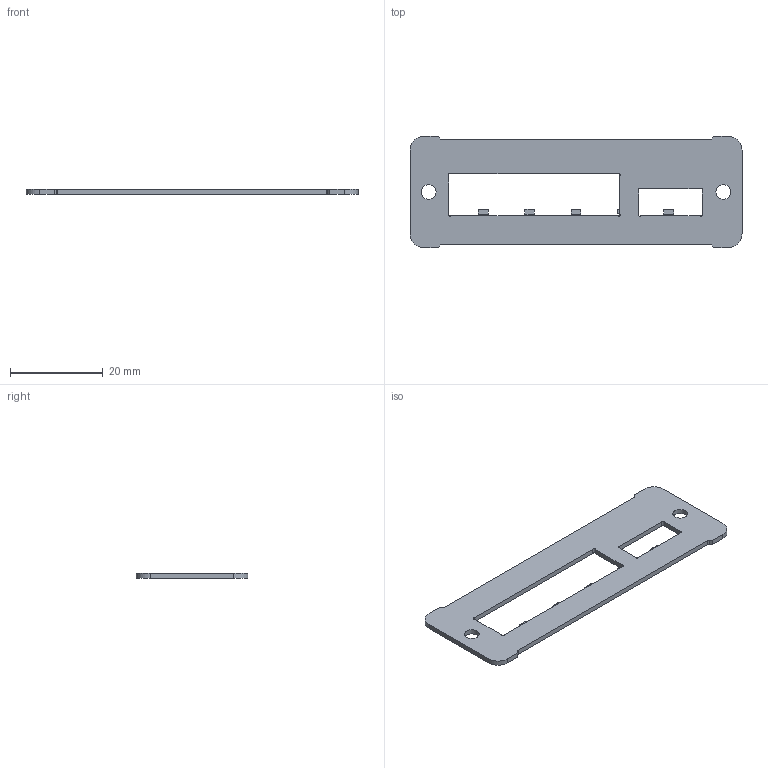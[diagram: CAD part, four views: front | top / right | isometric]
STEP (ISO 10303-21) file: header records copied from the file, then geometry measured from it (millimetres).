
FILE_DESCRIPTION(('KiCad electronic assembly'),'2;1');
FILE_NAME('AllSerial_RS485_422_Front.step','2024-07-19T18:03:46',( 'Pcbnew'),('Kicad'),'Open CASCADE STEP processor 7.8', 'KiCad to STEP converter','Unknown');
FILE_SCHEMA(('AUTOMOTIVE_DESIGN { 1 0 10303 214 1 1 1 1 }'));
Length unit declared in the file: millimetre
Products named in the file (36): AllSerial_RS485_422_Front 1; AllSerial_RS485_422_Front_track_1; AllSerial_RS485_422_Front_track_2; AllSerial_RS485_422_Front_track_3; AllSerial_RS485_422_Front_track_4; AllSerial_RS485_422_Front_track_5; AllSerial_RS485_422_Front_track_6; AllSerial_RS485_422_Front_track_7; AllSerial_RS485_422_Front_track_8; AllSerial_RS485_422_Front_track_9; AllSerial_RS485_422_Front_track_10; AllSerial_RS485_422_Front_track_11; AllSerial_RS485_422_Front_track_12; AllSerial_RS485_422_Front_track_13; AllSerial_RS485_422_Front_track_14; AllSerial_RS485_422_Front_pad_1; AllSerial_RS485_422_Front_pad_2; AllSerial_RS485_422_Front_pad_3; AllSerial_RS485_422_Front_pad_4; AllSerial_RS485_422_Front_pad_5; AllSerial_RS485_422_Front_pad_6; AllSerial_RS485_422_Front_pad_7; AllSerial_RS485_422_Front_pad_8; AllSerial_RS485_422_Front_pad_9; AllSerial_RS485_422_Front_pad_10; AllSerial_RS485_422_Front_pad_11; AllSerial_RS485_422_Front_pad_12; AllSerial_RS485_422_Front_pad_13; AllSerial_RS485_422_Front_pad_14; AllSerial_RS485_422_Front_pad_15; AllSerial_RS485_422_Front_pad_16; AllSerial_RS485_422_Front_pad_17; AllSerial_RS485_422_Front_pad_18; AllSerial_RS485_422_Front_pad_19; AllSerial_RS485_422_Front_pad_20; AllSerial_RS485_422_Front_PCB
Assembly tree (35 placements, depth 2):
  AllSerial_RS485_422_Front 1
    AllSerial_RS485_422_Front_track_1
    AllSerial_RS485_422_Front_track_2
    AllSerial_RS485_422_Front_track_3
    AllSerial_RS485_422_Front_track_4
    AllSerial_RS485_422_Front_track_5
    AllSerial_RS485_422_Front_track_6
    AllSerial_RS485_422_Front_track_7
    AllSerial_RS485_422_Front_track_8
    AllSerial_RS485_422_Front_track_9
    AllSerial_RS485_422_Front_track_10
    AllSerial_RS485_422_Front_track_11
    AllSerial_RS485_422_Front_track_12
    AllSerial_RS485_422_Front_track_13
    AllSerial_RS485_422_Front_track_14
    AllSerial_RS485_422_Front_pad_1
    AllSerial_RS485_422_Front_pad_2
    AllSerial_RS485_422_Front_pad_3
    AllSerial_RS485_422_Front_pad_4
    AllSerial_RS485_422_Front_pad_5
    AllSerial_RS485_422_Front_pad_6
    AllSerial_RS485_422_Front_pad_7
    AllSerial_RS485_422_Front_pad_8
    AllSerial_RS485_422_Front_pad_9
    AllSerial_RS485_422_Front_pad_10
    AllSerial_RS485_422_Front_pad_11
    AllSerial_RS485_422_Front_pad_12
    AllSerial_RS485_422_Front_pad_13
    AllSerial_RS485_422_Front_pad_14
    AllSerial_RS485_422_Front_pad_15
    AllSerial_RS485_422_Front_pad_16
    AllSerial_RS485_422_Front_pad_17
    AllSerial_RS485_422_Front_pad_18
    AllSerial_RS485_422_Front_pad_19
    AllSerial_RS485_422_Front_pad_20
    AllSerial_RS485_422_Front_PCB
Bounding box: 71.5 x 24 x 1.12 mm (x, y, z)
Volume: 1305.5 mm3; surface area: 2830 mm2
Topology: 15 solids, 15 shells, 294 faces, 792 edges, 528 vertices
Faces by surface type: plane 271, cylinder 23
Full cylindrical faces by diameter (mm): 3.2 x2
Entity records: 9812 total; most frequent: CARTESIAN_POINT 1650, ORIENTED_EDGE 1584, DIRECTION 1498, EDGE_CURVE 792, LINE 746, VECTOR 746, VERTEX_POINT 528, AXIS2_PLACEMENT_3D 376
